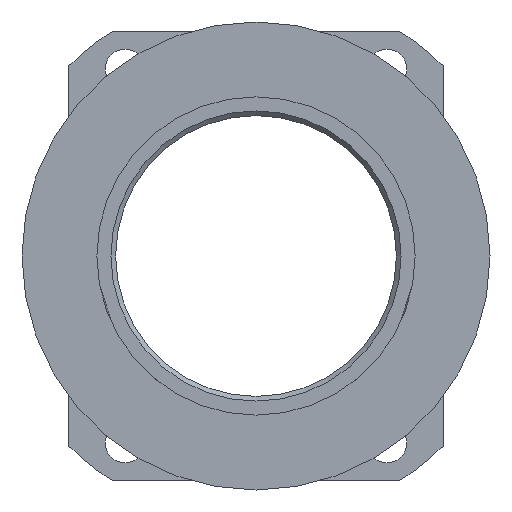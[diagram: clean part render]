
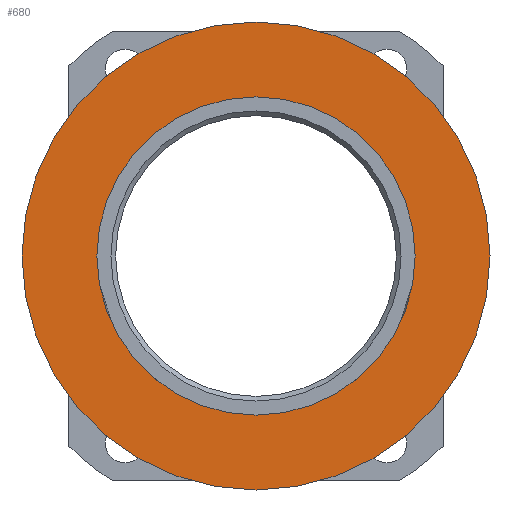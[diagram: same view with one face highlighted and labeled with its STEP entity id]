
A CAD part, left-side view. The second image highlights one B-rep face of the part: STEP entity #680.
In plain terms, the highlighted planar face has unit normal (-1, 0, 0).
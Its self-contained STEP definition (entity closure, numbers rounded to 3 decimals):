
#128=PLANE($,#763);
#169=FACE_BOUND($,#279,.T.);
#170=FACE_BOUND($,#280,.T.);
#279=EDGE_LOOP($,(#635));
#280=EDGE_LOOP($,(#636));
#287=CIRCLE($,#693,25.);
#320=CIRCLE($,#762,17.);
#331=VERTEX_POINT($,#986);
#384=VERTEX_POINT($,#1428);
#395=EDGE_CURVE($,#331,#331,#287,.T.);
#468=EDGE_CURVE($,#384,#384,#320,.T.);
#635=ORIENTED_EDGE($,*,*,#468,.T.);
#636=ORIENTED_EDGE($,*,*,#395,.F.);
#680=ADVANCED_FACE($,(#169,#170),#128,.T.);
#693=AXIS2_PLACEMENT_3D($,#987,#788,#789);
#762=AXIS2_PLACEMENT_3D($,#1429,#958,#959);
#763=AXIS2_PLACEMENT_3D($,#1430,#960,#961);
#788=DIRECTION('center_axis',(1.,0.,0.));
#789=DIRECTION('ref_axis',(0.,1.,0.));
#958=DIRECTION('center_axis',(1.,0.,0.));
#959=DIRECTION('ref_axis',(0.,0.,-1.));
#960=DIRECTION('center_axis',(-1.,0.,0.));
#961=DIRECTION('ref_axis',(0.,0.,1.));
#986=CARTESIAN_POINT('',(0.,25.,0.));
#987=CARTESIAN_POINT('Origin',(0.,0.,0.));
#1428=CARTESIAN_POINT('',(0.,0.,17.));
#1429=CARTESIAN_POINT('Origin',(0.,0.,0.));
#1430=CARTESIAN_POINT('Origin',(0.,21.,0.));
